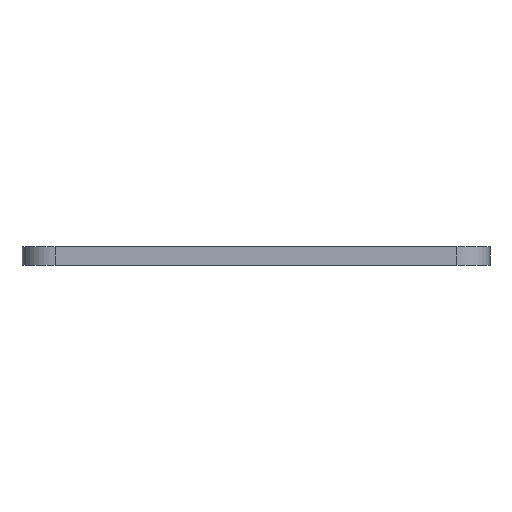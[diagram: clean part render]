
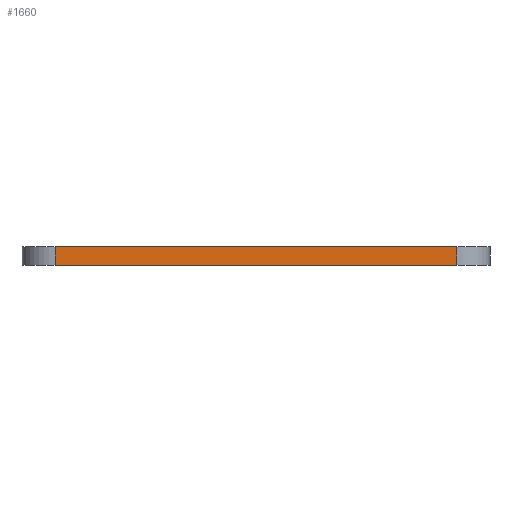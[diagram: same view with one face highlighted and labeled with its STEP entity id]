
A CAD part, front view. The second image highlights one B-rep face of the part: STEP entity #1660.
In plain terms, the highlighted planar face has unit normal (0, -1, 0).
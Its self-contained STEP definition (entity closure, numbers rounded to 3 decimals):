
#454=CARTESIAN_POINT('',(21.313,-19.059,5.6));
#455=VERTEX_POINT('',#454);
#463=CARTESIAN_POINT('',(-21.312,-19.059,5.6));
#464=VERTEX_POINT('',#463);
#465=CARTESIAN_POINT('',(-21.312,-19.059,5.6));
#466=DIRECTION('',(1.,0.,-0.));
#467=VECTOR('',#466,42.625);
#468=LINE('',#465,#467);
#469=EDGE_CURVE('',#464,#455,#468,.T.);
#918=CARTESIAN_POINT('',(-21.312,-19.059,7.6));
#919=VERTEX_POINT('',#918);
#927=CARTESIAN_POINT('',(21.313,-19.059,7.6));
#928=VERTEX_POINT('',#927);
#929=CARTESIAN_POINT('',(-21.312,-19.059,7.6));
#930=DIRECTION('',(1.,0.,-0.));
#931=VECTOR('',#930,42.625);
#932=LINE('',#929,#931);
#933=EDGE_CURVE('',#919,#928,#932,.T.);
#1632=CARTESIAN_POINT('',(-21.312,-19.059,5.6));
#1633=DIRECTION('',(0.,0.,1.));
#1634=VECTOR('',#1633,2.);
#1635=LINE('',#1632,#1634);
#1636=EDGE_CURVE('',#464,#919,#1635,.T.);
#1644=CARTESIAN_POINT('',(0.,-19.059,5.6));
#1645=DIRECTION('',(0.,-1.,0.));
#1646=DIRECTION('',(0.,0.,-1.));
#1647=AXIS2_PLACEMENT_3D('',#1644,#1645,#1646);
#1648=PLANE('',#1647);
#1649=CARTESIAN_POINT('',(21.313,-19.059,5.6));
#1650=DIRECTION('',(-0.,-0.,1.));
#1651=VECTOR('',#1650,2.);
#1652=LINE('',#1649,#1651);
#1653=EDGE_CURVE('',#455,#928,#1652,.T.);
#1654=ORIENTED_EDGE('',*,*,#1653,.T.);
#1655=ORIENTED_EDGE('',*,*,#933,.F.);
#1656=ORIENTED_EDGE('',*,*,#1636,.F.);
#1657=ORIENTED_EDGE('',*,*,#469,.T.);
#1658=EDGE_LOOP('',(#1654,#1655,#1656,#1657));
#1659=FACE_BOUND('',#1658,.T.);
#1660=ADVANCED_FACE('',(#1659),#1648,.T.);
